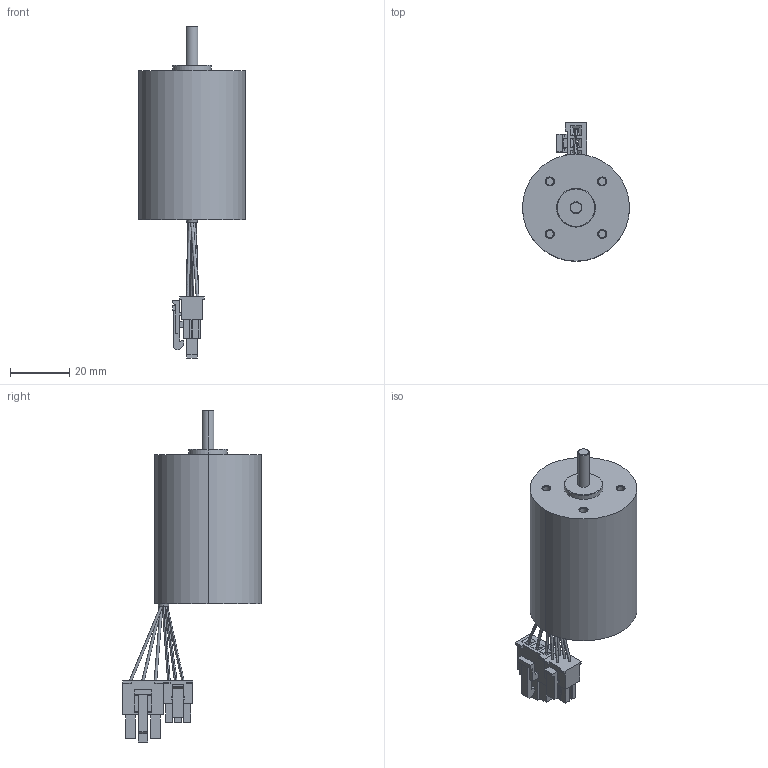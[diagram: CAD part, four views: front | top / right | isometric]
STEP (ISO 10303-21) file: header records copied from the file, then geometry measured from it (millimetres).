
FILE_DESCRIPTION (( 'STEP AP203' ), '1' );
FILE_NAME ('R36BLB15L2(-A).STEP', '2018-05-31T08:17:34', ( 'User' ), ( 'China' ), 'SwSTEP 2.0', 'SolidWorks 2012', '' );
FILE_SCHEMA (( 'CONFIG_CONTROL_DESIGN' ));
Length unit declared in the file: millimetre
Products named in the file (1): R36BLB15L2(-A)
Bounding box: 36 x 46.8 x 111.8 mm (x, y, z)
Surface area: 11329 mm2 (no closed solid volume)
Topology: 0 solids, 6 shells, 333 faces, 1022 edges, 681 vertices
Faces by surface type: plane 269, cylinder 34, bspline 16, cone 14
Entity records: 11392 total; most frequent: CARTESIAN_POINT 2302, ORIENTED_EDGE 1787, DIRECTION 1775, EDGE_CURVE 1022, LINE 887, VECTOR 887, VERTEX_POINT 681, AXIS2_PLACEMENT_3D 444
